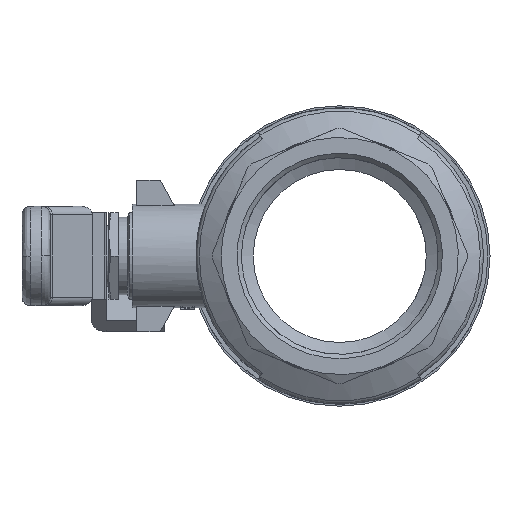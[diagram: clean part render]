
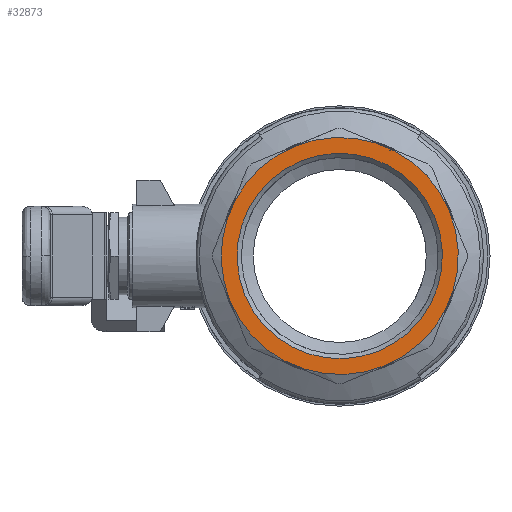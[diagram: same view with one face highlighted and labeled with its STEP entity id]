
A CAD part, left-side view. The second image highlights one B-rep face of the part: STEP entity #32873.
In plain terms, the highlighted planar face has unit normal (-1, 0, 0).
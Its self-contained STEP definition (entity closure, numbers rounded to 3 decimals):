
#8437=PLANE('',#35254);
#10873=ORIENTED_EDGE('',*,*,#20559,.F.);
#10874=ORIENTED_EDGE('',*,*,#20560,.F.);
#20559=EDGE_CURVE('',#25451,#25451,#28390,.T.);
#20560=EDGE_CURVE('',#25452,#25452,#28391,.T.);
#25451=VERTEX_POINT('',#53553);
#25452=VERTEX_POINT('',#53556);
#28390=CIRCLE('',#35253,27.422);
#28391=CIRCLE('',#35255,23.747);
#28833=EDGE_LOOP('',(#10873));
#28834=EDGE_LOOP('',(#10874));
#30839=FACE_BOUND('',#28833,.T.);
#30840=FACE_BOUND('',#28834,.T.);
#32873=ADVANCED_FACE('',(#30839,#30840),#8437,.F.);
#35253=AXIS2_PLACEMENT_3D('',#53552,#39015,#39016);
#35254=AXIS2_PLACEMENT_3D('',#53554,#39017,#39018);
#35255=AXIS2_PLACEMENT_3D('',#53555,#39019,#39020);
#39015=DIRECTION('',(1.,0.,0.));
#39016=DIRECTION('',(0.,-0.924,0.383));
#39017=DIRECTION('',(1.,0.,0.));
#39018=DIRECTION('',(0.,1.,0.));
#39019=DIRECTION('',(-1.,0.,0.));
#39020=DIRECTION('',(0.,0.924,-0.383));
#53552=CARTESIAN_POINT('',(-54.5,0.,0.));
#53553=CARTESIAN_POINT('',(-54.5,-25.334,10.494));
#53554=CARTESIAN_POINT('',(-54.5,-13.627,5.645));
#53555=CARTESIAN_POINT('',(-54.5,0.,0.));
#53556=CARTESIAN_POINT('',(-54.5,21.939,-9.088));
